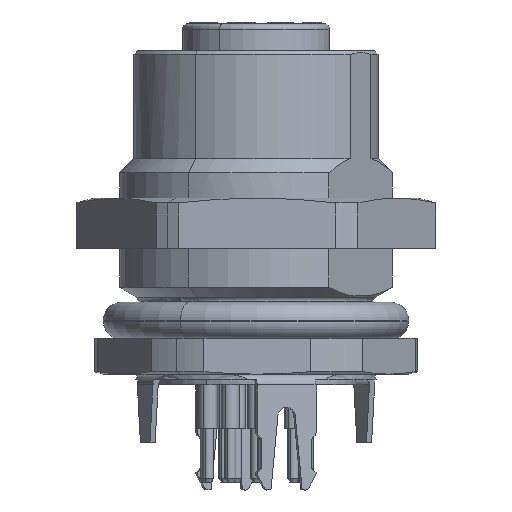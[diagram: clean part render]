
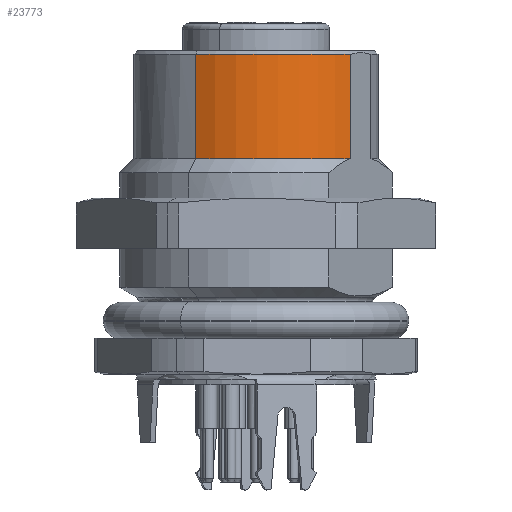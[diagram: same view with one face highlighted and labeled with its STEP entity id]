
A CAD part, front view. The second image highlights one B-rep face of the part: STEP entity #23773.
In plain terms, the highlighted cylindrical face has radius 6.8 mm (diameter 13.6 mm), a partial arc.
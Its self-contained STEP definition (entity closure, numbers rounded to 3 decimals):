
#23745=AXIS2_PLACEMENT_3D('Circle Axis2P3D',#23743,#23744,$) ;
#23760=AXIS2_PLACEMENT_3D('Cylinder Axis2P3D',#23757,#23758,#23759) ;
#23764=AXIS2_PLACEMENT_3D('Circle Axis2P3D',#23762,#23763,$) ;
#22955=CARTESIAN_POINT('Vertex',(15.254,4.715,24.25)) ;
#22958=CARTESIAN_POINT('Line Origine',(15.254,4.715,21.35)) ;
#22962=CARTESIAN_POINT('Vertex',(15.254,4.715,18.45)) ;
#23523=CARTESIAN_POINT('Vertex',(6.644,3.118,18.45)) ;
#23543=CARTESIAN_POINT('Line Origine',(6.644,3.118,24.45)) ;
#23547=CARTESIAN_POINT('Vertex',(6.644,3.118,24.25)) ;
#23743=CARTESIAN_POINT('Axis2P3D Location',(10.,9.032,24.25)) ;
#23757=CARTESIAN_POINT('Axis2P3D Location',(10.,9.032,24.45)) ;
#23762=CARTESIAN_POINT('Axis2P3D Location',(10.,9.032,18.45)) ;
#22959=DIRECTION('Vector Direction',(0.,0.,1.)) ;
#23544=DIRECTION('Vector Direction',(0.,0.,-1.)) ;
#23744=DIRECTION('Axis2P3D Direction',(0.,0.,-1.)) ;
#23758=DIRECTION('Axis2P3D Direction',(0.,0.,-1.)) ;
#23759=DIRECTION('Axis2P3D XDirection',(0.494,0.87,-0.)) ;
#23763=DIRECTION('Axis2P3D Direction',(0.,0.,-1.)) ;
#22960=VECTOR('Line Direction',#22959,1.) ;
#23545=VECTOR('Line Direction',#23544,1.) ;
#23768=ORIENTED_EDGE('',*,*,#23549,.T.) ;
#23769=ORIENTED_EDGE('',*,*,#23766,.F.) ;
#23770=ORIENTED_EDGE('',*,*,#22964,.T.) ;
#23771=ORIENTED_EDGE('',*,*,#23747,.T.) ;
#23773=ADVANCED_FACE('Hauptkoerper',(#23772),#23761,.T.) ;
#23746=CIRCLE('generated circle',#23745,6.8) ;
#23765=CIRCLE('generated circle',#23764,6.8) ;
#23761=CYLINDRICAL_SURFACE('generated cylinder',#23760,6.8) ;
#22964=EDGE_CURVE('',#22963,#22956,#22961,.T.) ;
#23549=EDGE_CURVE('',#23548,#23524,#23546,.T.) ;
#23747=EDGE_CURVE('',#22956,#23548,#23746,.T.) ;
#23766=EDGE_CURVE('',#22963,#23524,#23765,.T.) ;
#23767=EDGE_LOOP('',(#23768,#23769,#23770,#23771)) ;
#23772=FACE_OUTER_BOUND('',#23767,.T.) ;
#22961=LINE('Line',#22958,#22960) ;
#23546=LINE('Line',#23543,#23545) ;
#22956=VERTEX_POINT('',#22955) ;
#22963=VERTEX_POINT('',#22962) ;
#23524=VERTEX_POINT('',#23523) ;
#23548=VERTEX_POINT('',#23547) ;
